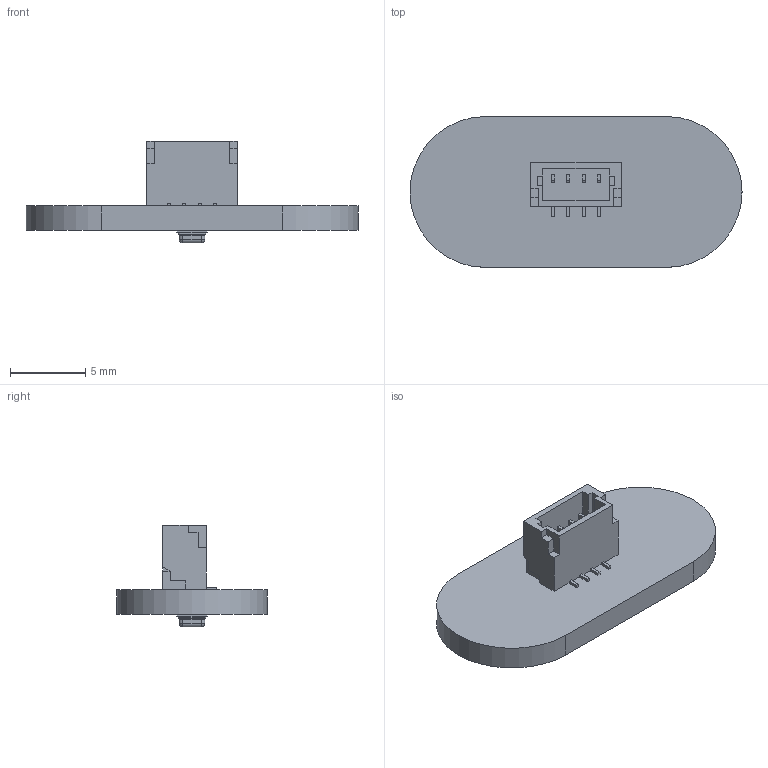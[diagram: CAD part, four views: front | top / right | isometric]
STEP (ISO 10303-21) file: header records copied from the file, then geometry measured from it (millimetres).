
FILE_DESCRIPTION(('KiCad electronic assembly'),'2;1');
FILE_NAME('baro-qwiic.step','2023-01-30T22:36:50',('Pcbnew'),('Kicad'), 'Open CASCADE STEP processor 7.5','KiCad to STEP converter','Unknown' );
FILE_SCHEMA(('AUTOMOTIVE_DESIGN { 1 0 10303 214 1 1 1 1 }'));
Length unit declared in the file: millimetre
Products named in the file (6): baro-qwiic 1; BM04B-SRSS; SOLID; BMP388; COMPOUND; _autosave-baro-qwiic PCB
Assembly tree (5 placements, depth 3):
  baro-qwiic 1
    BM04B-SRSS
      SOLID
    BMP388
      COMPOUND
    _autosave-baro-qwiic PCB
Bounding box: 22 x 10 x 6.75 mm (x, y, z)
Volume: 362.5 mm3; surface area: 675.6 mm2
Topology: 15 solids, 15 shells, 301 faces, 718 edges, 456 vertices
Faces by surface type: plane 249, cylinder 36, sphere 8, torus 8
Entity records: 18753 total; most frequent: CARTESIAN_POINT 3589, DIRECTION 2772, LINE 1978, VECTOR 1978, ORIENTED_EDGE 1420, PCURVE 1420, DEFINITIONAL_REPRESENTATION 1420, EDGE_CURVE 710
